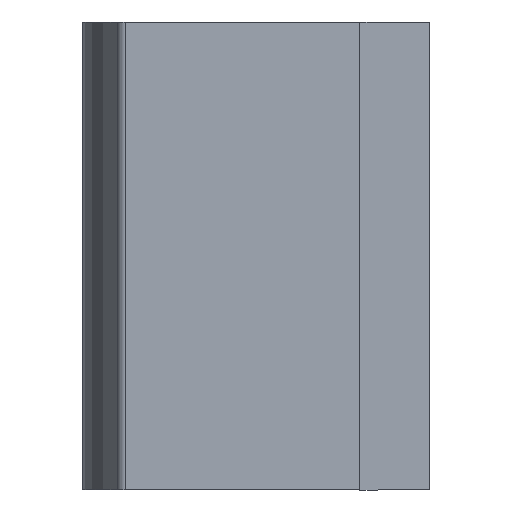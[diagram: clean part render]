
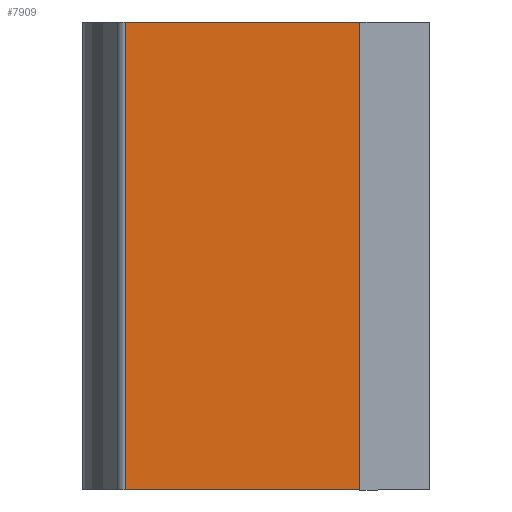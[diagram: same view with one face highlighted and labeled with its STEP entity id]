
A CAD part, left-side view. The second image highlights one B-rep face of the part: STEP entity #7909.
In plain terms, the highlighted planar face has unit normal (-1, 0, 0).
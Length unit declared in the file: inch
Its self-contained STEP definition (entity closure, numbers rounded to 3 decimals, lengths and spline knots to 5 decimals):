
#222 = EDGE_LOOP ( 'NONE', ( #902, #1762, #7807, #4918 ) ) ;
#483 = CARTESIAN_POINT ( 'NONE',  ( -0.6875, 0., 0.844 ) ) ;
#676 = DIRECTION ( 'NONE',  ( 0., 0., 1. ) ) ;
#848 = CARTESIAN_POINT ( 'NONE',  ( -0.6875, 0.408, 0.844 ) ) ;
#902 = ORIENTED_EDGE ( 'NONE', *, *, #4084, .T. ) ;
#958 = LINE ( 'NONE', #483, #6559 ) ;
#1054 = EDGE_CURVE ( 'NONE', #3889, #8201, #4588, .T. ) ;
#1148 = EDGE_CURVE ( 'NONE', #3889, #5539, #2346, .T. ) ;
#1192 = DIRECTION ( 'NONE',  ( 0., 0., -1. ) ) ;
#1493 = DIRECTION ( 'NONE',  ( 0., 1., 0. ) ) ;
#1762 = ORIENTED_EDGE ( 'NONE', *, *, #2176, .T. ) ;
#2176 = EDGE_CURVE ( 'NONE', #2379, #5539, #2395, .T. ) ;
#2346 = LINE ( 'NONE', #8052, #7882 ) ;
#2379 = VERTEX_POINT ( 'NONE', #848 ) ;
#2395 = LINE ( 'NONE', #5132, #4912 ) ;
#2516 = CARTESIAN_POINT ( 'NONE',  ( -0.6875, -0.437, 0.844 ) ) ;
#2698 = CARTESIAN_POINT ( 'NONE',  ( -0.6875, -0.437, -0.844 ) ) ;
#3889 = VERTEX_POINT ( 'NONE', #2698 ) ;
#3956 = CARTESIAN_POINT ( 'NONE',  ( -0.6875, -0.437, -1.25698 ) ) ;
#4084 = EDGE_CURVE ( 'NONE', #8201, #2379, #958, .T. ) ;
#4287 = DIRECTION ( 'NONE',  ( 0., 1., 0. ) ) ;
#4458 = CARTESIAN_POINT ( 'NONE',  ( -0.6875, 0., -0.844 ) ) ;
#4588 = LINE ( 'NONE', #3956, #7098 ) ;
#4912 = VECTOR ( 'NONE', #5099, 39.37008 ) ;
#4918 = ORIENTED_EDGE ( 'NONE', *, *, #1054, .T. ) ;
#5099 = DIRECTION ( 'NONE',  ( 0., 0., -1. ) ) ;
#5132 = CARTESIAN_POINT ( 'NONE',  ( -0.6875, 0.408, -0.844 ) ) ;
#5539 = VERTEX_POINT ( 'NONE', #7276 ) ;
#6535 = FACE_OUTER_BOUND ( 'NONE', #222, .T. ) ;
#6559 = VECTOR ( 'NONE', #4287, 39.37008 ) ;
#7036 = DIRECTION ( 'NONE',  ( 1., 0., 0. ) ) ;
#7094 = AXIS2_PLACEMENT_3D ( 'NONE', #4458, #7036, #1192 ) ;
#7098 = VECTOR ( 'NONE', #676, 39.37008 ) ;
#7217 = PLANE ( 'NONE',  #7094 ) ;
#7276 = CARTESIAN_POINT ( 'NONE',  ( -0.6875, 0.408, -0.844 ) ) ;
#7807 = ORIENTED_EDGE ( 'NONE', *, *, #1148, .F. ) ;
#7882 = VECTOR ( 'NONE', #1493, 39.37008 ) ;
#7909 = ADVANCED_FACE ( 'NONE', ( #6535 ), #7217, .F. ) ;
#8052 = CARTESIAN_POINT ( 'NONE',  ( -0.6875, 0., -0.844 ) ) ;
#8201 = VERTEX_POINT ( 'NONE', #2516 ) ;
